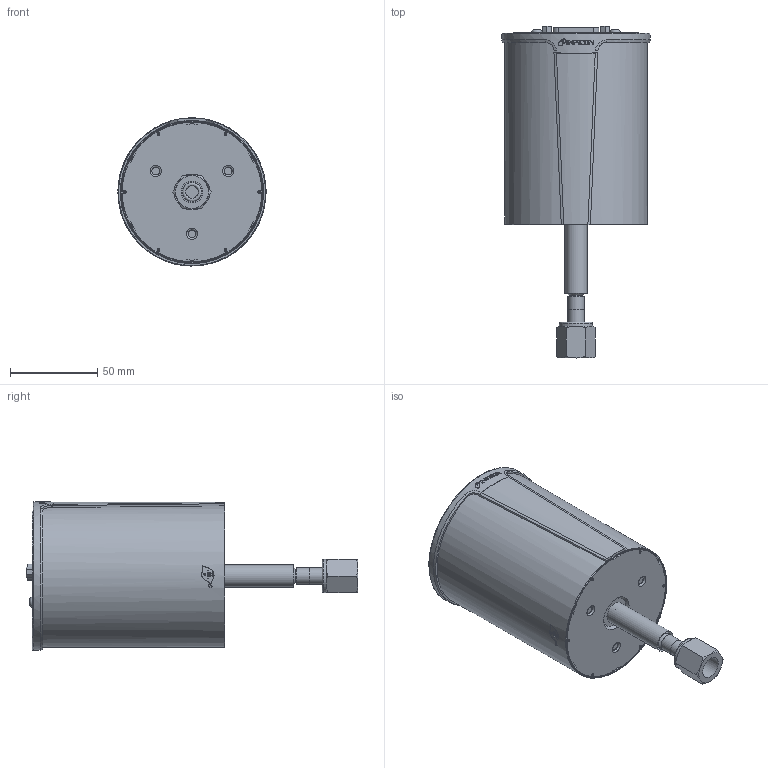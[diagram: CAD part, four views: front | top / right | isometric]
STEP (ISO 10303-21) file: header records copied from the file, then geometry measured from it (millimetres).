
FILE_DESCRIPTION(/* description */ (''),/* implementation_level */ '2;1');
FILE_NAME(/* name */ 'MCDG045Dhs_4-VCR female_ECAT_II.stp',/* time_stamp */ '2023-01-31T10:53:49+01:00',/* author */ ('cons002'),/* organization */ (''),/* preprocessor_version */ 'ST-DEVELOPER v18.1',/* originating_system */ 'Autodesk Inventor 2021',/* authorisation */ '');
FILE_SCHEMA (('AUTOMOTIVE_DESIGN { 1 0 10303 214 3 1 1 }'));
Length unit declared in the file: millimetre
Products named in the file (1): Bauteil63
Bounding box: 84.99 x 190.45 x 85 mm (x, y, z)
Volume: 587212 mm3; surface area: 95075.1 mm2
Topology: 1 solids, 4 shells, 3652 faces, 10207 edges, 6674 vertices
Faces by surface type: plane 2526, bspline 510, cylinder 496, torus 62, sphere 32, cone 26
Full cylindrical faces by diameter (mm): 1 x20, 1.5 x2, 2.156 x2, 2.8 x2, 2.845 x2, 2.9 x2, 3 x5, 3.2 x4, 3.4 x2, 3.5 x4, 5.7 x2, 6.2 x2, 6.4 x1, 7.9 x1, 9.5 x1, 9.525 x1, 9.6 x1, 9.9 x1, 10.2 x1, 10.6 x1, 11.3 x1, 11.5 x1, 12.6 x1, 12.7 x1, 19 x1, 80 x1, 82.2 x1, 85 x1
Entity records: 136529 total; most frequent: CARTESIAN_POINT 39461, ORIENTED_EDGE 20376, DIRECTION 18313, EDGE_CURVE 10188, VERTEX_POINT 6674, LINE 6105, VECTOR 6105, AXIS2_PLACEMENT_3D 6104
